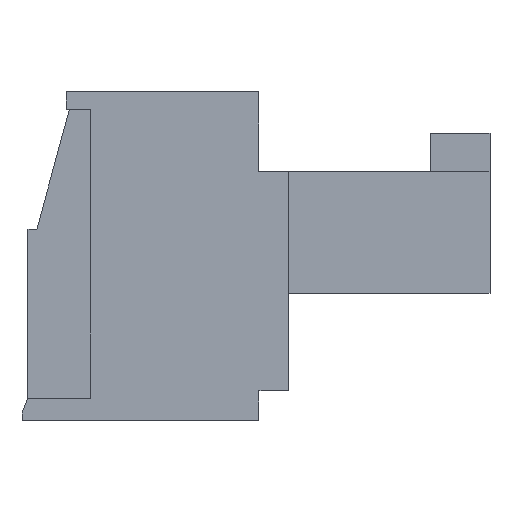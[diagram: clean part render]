
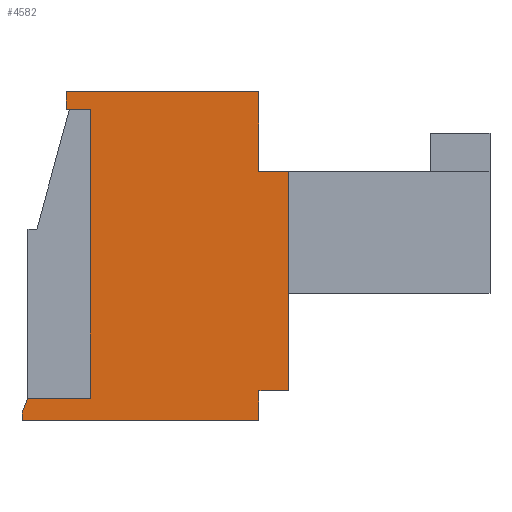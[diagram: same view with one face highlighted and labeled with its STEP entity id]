
A CAD part, left-side view. The second image highlights one B-rep face of the part: STEP entity #4582.
In plain terms, the highlighted planar face has unit normal (-1, 0, 0).
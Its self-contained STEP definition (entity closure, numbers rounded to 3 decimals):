
#225=FACE_OUTER_BOUND('',#465,.T.);
#465=EDGE_LOOP('',(#2917,#2918,#2919,#2920,#2921,#2922,#2923,#2924,#2925,
#2926,#2927,#2928,#2929));
#727=LINE('',#6443,#1273);
#736=LINE('',#6463,#1282);
#747=LINE('',#6484,#1293);
#763=LINE('',#6514,#1309);
#764=LINE('',#6516,#1310);
#765=LINE('',#6518,#1311);
#766=LINE('',#6520,#1312);
#767=LINE('',#6522,#1313);
#768=LINE('',#6524,#1314);
#769=LINE('',#6526,#1315);
#770=LINE('',#6528,#1316);
#771=LINE('',#6530,#1317);
#772=LINE('',#6531,#1318);
#1273=VECTOR('',#5223,1000.);
#1282=VECTOR('',#5238,1000.);
#1293=VECTOR('',#5251,1000.);
#1309=VECTOR('',#5269,1000.);
#1310=VECTOR('',#5270,1000.);
#1311=VECTOR('',#5271,1000.);
#1312=VECTOR('',#5272,1000.);
#1313=VECTOR('',#5273,1000.);
#1314=VECTOR('',#5274,1000.);
#1315=VECTOR('',#5275,1000.);
#1316=VECTOR('',#5276,1000.);
#1317=VECTOR('',#5277,1000.);
#1318=VECTOR('',#5278,1000.);
#1820=VERTEX_POINT('',#6440);
#1821=VERTEX_POINT('',#6442);
#1828=VERTEX_POINT('',#6461);
#1829=VERTEX_POINT('',#6462);
#1838=VERTEX_POINT('',#6483);
#1852=VERTEX_POINT('',#6515);
#1853=VERTEX_POINT('',#6517);
#1854=VERTEX_POINT('',#6519);
#1855=VERTEX_POINT('',#6521);
#1856=VERTEX_POINT('',#6523);
#1857=VERTEX_POINT('',#6525);
#1858=VERTEX_POINT('',#6527);
#1859=VERTEX_POINT('',#6529);
#2239=EDGE_CURVE('',#1821,#1820,#727,.F.);
#2248=EDGE_CURVE('',#1828,#1829,#736,.T.);
#2259=EDGE_CURVE('',#1838,#1821,#747,.T.);
#2275=EDGE_CURVE('',#1820,#1828,#763,.T.);
#2276=EDGE_CURVE('',#1829,#1852,#764,.T.);
#2277=EDGE_CURVE('',#1853,#1852,#765,.T.);
#2278=EDGE_CURVE('',#1853,#1854,#766,.T.);
#2279=EDGE_CURVE('',#1854,#1855,#767,.T.);
#2280=EDGE_CURVE('',#1855,#1856,#768,.T.);
#2281=EDGE_CURVE('',#1856,#1857,#769,.T.);
#2282=EDGE_CURVE('',#1857,#1858,#770,.T.);
#2283=EDGE_CURVE('',#1858,#1859,#771,.T.);
#2284=EDGE_CURVE('',#1859,#1838,#772,.T.);
#2917=ORIENTED_EDGE('',*,*,#2259,.T.);
#2918=ORIENTED_EDGE('',*,*,#2239,.T.);
#2919=ORIENTED_EDGE('',*,*,#2275,.T.);
#2920=ORIENTED_EDGE('',*,*,#2248,.T.);
#2921=ORIENTED_EDGE('',*,*,#2276,.T.);
#2922=ORIENTED_EDGE('',*,*,#2277,.F.);
#2923=ORIENTED_EDGE('',*,*,#2278,.T.);
#2924=ORIENTED_EDGE('',*,*,#2279,.T.);
#2925=ORIENTED_EDGE('',*,*,#2280,.T.);
#2926=ORIENTED_EDGE('',*,*,#2281,.T.);
#2927=ORIENTED_EDGE('',*,*,#2282,.T.);
#2928=ORIENTED_EDGE('',*,*,#2283,.T.);
#2929=ORIENTED_EDGE('',*,*,#2284,.T.);
#4146=PLANE('',#4881);
#4582=ADVANCED_FACE('',(#225),#4146,.T.);
#4881=AXIS2_PLACEMENT_3D('',#6513,#5267,#5268);
#5223=DIRECTION('',(0.,-0.363,0.932));
#5238=DIRECTION('',(0.,-1.,0.));
#5251=DIRECTION('',(0.,1.,0.));
#5267=DIRECTION('center_axis',(-1.,0.,0.));
#5268=DIRECTION('ref_axis',(0.,0.,1.));
#5269=DIRECTION('',(0.,0.,-1.));
#5270=DIRECTION('',(0.,0.,1.));
#5271=DIRECTION('',(0.,1.,0.));
#5272=DIRECTION('',(0.,0.,1.));
#5273=DIRECTION('',(0.,1.,0.));
#5274=DIRECTION('',(0.,0.,1.));
#5275=DIRECTION('',(0.,1.,0.));
#5276=DIRECTION('',(0.,0.,-1.));
#5277=DIRECTION('',(0.,-1.,0.));
#5278=DIRECTION('',(0.,0.,-1.));
#6440=CARTESIAN_POINT('',(-3.5,4.,-5.375));
#6442=CARTESIAN_POINT('',(-3.5,3.805,-4.875));
#6443=CARTESIAN_POINT('',(-3.5,1.652,0.644));
#6461=CARTESIAN_POINT('',(-3.5,4.,-5.625));
#6462=CARTESIAN_POINT('',(-3.5,-4.,-5.625));
#6463=CARTESIAN_POINT('',(-3.5,4.,-5.625));
#6483=CARTESIAN_POINT('',(-3.5,1.7,-4.875));
#6484=CARTESIAN_POINT('',(-3.5,1.7,-4.875));
#6513=CARTESIAN_POINT('Origin',(-3.5,0.,0.));
#6514=CARTESIAN_POINT('',(-3.5,4.,-4.875));
#6515=CARTESIAN_POINT('',(-3.5,-4.,-4.625));
#6516=CARTESIAN_POINT('',(-3.5,-4.,-5.625));
#6517=CARTESIAN_POINT('',(-3.5,-5.,-4.625));
#6518=CARTESIAN_POINT('',(-3.5,-5.,-4.625));
#6519=CARTESIAN_POINT('',(-3.5,-5.,2.775));
#6520=CARTESIAN_POINT('',(-3.5,-5.,-4.625));
#6521=CARTESIAN_POINT('',(-3.5,-4.,2.775));
#6522=CARTESIAN_POINT('',(-3.5,-5.,2.775));
#6523=CARTESIAN_POINT('',(-3.5,-4.,5.475));
#6524=CARTESIAN_POINT('',(-3.5,-4.,-5.625));
#6525=CARTESIAN_POINT('',(-3.5,2.5,5.475));
#6526=CARTESIAN_POINT('',(-3.5,-4.,5.475));
#6527=CARTESIAN_POINT('',(-3.5,2.5,4.875));
#6528=CARTESIAN_POINT('',(-3.5,2.5,5.475));
#6529=CARTESIAN_POINT('',(-3.5,1.7,4.875));
#6530=CARTESIAN_POINT('',(-3.5,2.5,4.875));
#6531=CARTESIAN_POINT('',(-3.5,1.7,4.875));
